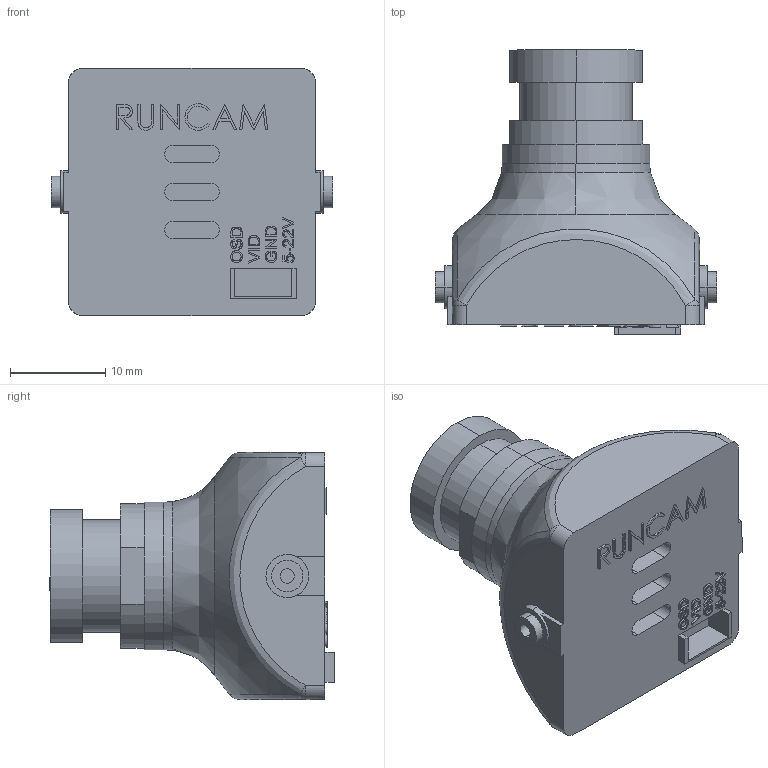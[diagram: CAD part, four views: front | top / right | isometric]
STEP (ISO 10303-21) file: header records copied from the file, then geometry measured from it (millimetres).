
FILE_DESCRIPTION (( 'STEP AP214' ), '1' );
FILE_NAME ('hs1177.STEP', '2016-09-01T14:32:29', ( 'Microsoft' ), ( 'Microsoft' ), 'SwSTEP 2.0', 'SolidWorks 2015', '' );
FILE_SCHEMA (( 'AUTOMOTIVE_DESIGN' ));
Length unit declared in the file: millimetre
Products named in the file (1): hs1177
Bounding box: 29.6 x 29.95 x 26 mm (x, y, z)
Volume: 10052.1 mm3; surface area: 3264.6 mm2
Topology: 1 solids, 1 shells, 299 faces, 758 edges, 499 vertices
Faces by surface type: plane 183, bspline 75, cylinder 31, sphere 6, cone 4
Entity records: 12233 total; most frequent: CARTESIAN_POINT 5622, ORIENTED_EDGE 1512, DIRECTION 955, EDGE_CURVE 756, VERTEX_POINT 498, LINE 373, VECTOR 373, EDGE_LOOP 338
